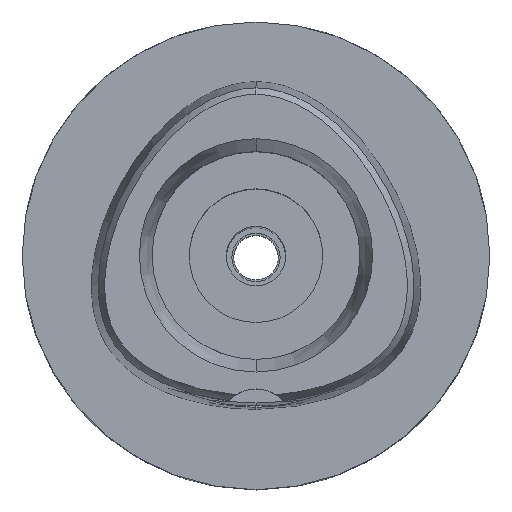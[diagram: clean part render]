
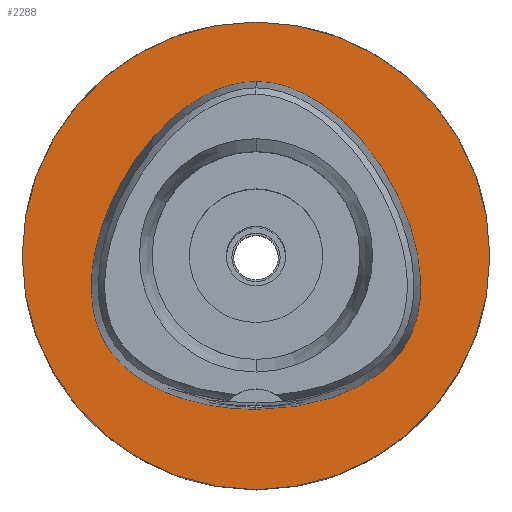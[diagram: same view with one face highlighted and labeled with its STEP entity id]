
A CAD part, top view. The second image highlights one B-rep face of the part: STEP entity #2288.
In plain terms, the highlighted planar face has unit normal (0, 0, 1).
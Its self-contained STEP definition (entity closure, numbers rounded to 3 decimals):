
#275=CARTESIAN_POINT('',(0.,0.,0.));
#276=DIRECTION('',(0.,0.,-1.));
#277=DIRECTION('',(0.,-1.,0.));
#278=AXIS2_PLACEMENT_3D('',#275,#276,#277);
#283=CARTESIAN_POINT('',(0.,0.,0.));
#284=DIRECTION('',(0.,0.,-1.));
#285=DIRECTION('',(0.,1.,0.));
#286=AXIS2_PLACEMENT_3D('',#283,#284,#285);
#291=CARTESIAN_POINT('',(0.,-20.675,0.));
#292=CARTESIAN_POINT('',(0.999,-20.675,0.));
#293=CARTESIAN_POINT('',(2.955,-20.592,
0.));
#294=CARTESIAN_POINT('',(5.793,-20.234,0.));
#295=CARTESIAN_POINT('',(8.44,-19.669,0.));
#296=CARTESIAN_POINT('',(10.826,-18.938,0.));
#297=CARTESIAN_POINT('',(12.921,-18.083,0.));
#298=CARTESIAN_POINT('',(14.732,-17.142,0.));
#299=CARTESIAN_POINT('',(16.281,-16.137,0.));
#300=CARTESIAN_POINT('',(17.585,-15.094,0.));
#301=CARTESIAN_POINT('',(18.683,-14.015,0.));
#302=CARTESIAN_POINT('',(19.597,-12.905,0.));
#303=CARTESIAN_POINT('',(20.361,-11.737,0.));
#304=CARTESIAN_POINT('',(20.983,-10.498,0.));
#305=CARTESIAN_POINT('',(21.485,-9.153,0.));
#306=CARTESIAN_POINT('',(21.867,-7.669,0.));
#307=CARTESIAN_POINT('',(22.117,-6.011,0.));
#308=CARTESIAN_POINT('',(22.211,-4.165,0.));
#309=CARTESIAN_POINT('',(22.119,-2.12,0.));
#310=CARTESIAN_POINT('',(21.807,0.127,0.));
#311=CARTESIAN_POINT('',(21.244,2.562,0.));
#312=CARTESIAN_POINT('',(20.404,5.143,0.));
#313=CARTESIAN_POINT('',(19.286,7.791,0.));
#314=CARTESIAN_POINT('',(17.908,10.415,0.));
#315=CARTESIAN_POINT('',(16.317,12.911,0.));
#316=CARTESIAN_POINT('',(14.58,15.191,0.));
#317=CARTESIAN_POINT('',(12.764,17.195,0.));
#318=CARTESIAN_POINT('',(10.94,18.884,0.));
#319=CARTESIAN_POINT('',(9.153,20.265,0.));
#320=CARTESIAN_POINT('',(7.435,21.354,0.));
#321=CARTESIAN_POINT('',(5.796,22.185,0.));
#322=CARTESIAN_POINT('',(4.238,22.79,0.));
#323=CARTESIAN_POINT('',(2.756,23.196,0.));
#324=CARTESIAN_POINT('',(1.346,23.426,
0.));
#325=CARTESIAN_POINT('',(0.442,23.475,
0.));
#326=CARTESIAN_POINT('',(0.,23.475,
0.));
#331=CARTESIAN_POINT('',(0.,23.475,
0.));
#332=CARTESIAN_POINT('',(-0.443,23.475,
0.));
#333=CARTESIAN_POINT('',(-1.348,23.426,
0.));
#334=CARTESIAN_POINT('',(-2.759,23.195,0.));
#335=CARTESIAN_POINT('',(-4.242,22.788,0.));
#336=CARTESIAN_POINT('',(-5.802,22.183,0.));
#337=CARTESIAN_POINT('',(-7.443,21.35,0.));
#338=CARTESIAN_POINT('',(-9.163,20.258,0.));
#339=CARTESIAN_POINT('',(-10.953,18.874,0.));
#340=CARTESIAN_POINT('',(-12.778,17.18,0.));
#341=CARTESIAN_POINT('',(-14.595,15.173,0.));
#342=CARTESIAN_POINT('',(-16.333,12.889,0.));
#343=CARTESIAN_POINT('',(-17.922,10.39,0.));
#344=CARTESIAN_POINT('',(-19.299,7.764,0.));
#345=CARTESIAN_POINT('',(-20.414,5.117,0.));
#346=CARTESIAN_POINT('',(-21.251,2.536,0.));
#347=CARTESIAN_POINT('',(-21.811,0.106,0.));
#348=CARTESIAN_POINT('',(-22.12,-2.14,0.));
#349=CARTESIAN_POINT('',(-22.211,-4.183,0.));
#350=CARTESIAN_POINT('',(-22.116,-6.025,0.));
#351=CARTESIAN_POINT('',(-21.863,-7.687,0.));
#352=CARTESIAN_POINT('',(-21.478,-9.174,0.));
#353=CARTESIAN_POINT('',(-20.975,-10.517,0.));
#354=CARTESIAN_POINT('',(-20.353,-11.749,0.));
#355=CARTESIAN_POINT('',(-19.602,-12.896,0.));
#356=CARTESIAN_POINT('',(-18.696,-14.,0.));
#357=CARTESIAN_POINT('',(-17.609,-15.073,0.));
#358=CARTESIAN_POINT('',(-16.299,-16.124,0.));
#359=CARTESIAN_POINT('',(-14.753,-17.129,0.));
#360=CARTESIAN_POINT('',(-12.941,-18.074,0.));
#361=CARTESIAN_POINT('',(-10.845,-18.931,0.));
#362=CARTESIAN_POINT('',(-8.457,-19.665,0.));
#363=CARTESIAN_POINT('',(-5.804,-20.233,0.));
#364=CARTESIAN_POINT('',(-2.958,-20.592,
0.));
#365=CARTESIAN_POINT('',(-1.,-20.675,0.));
#366=CARTESIAN_POINT('',(0.,-20.675,0.));
#1452=VERTEX_POINT('',#331);
#1453=VERTEX_POINT('',#366);
#1458=CARTESIAN_POINT('',(0.,-31.5,0.));
#1459=CARTESIAN_POINT('',(0.,31.5,0.));
#1460=VERTEX_POINT('',#1458);
#1461=VERTEX_POINT('',#1459);
#2272=CARTESIAN_POINT('',(0.,0.,0.));
#2273=DIRECTION('',(0.,0.,-1.));
#2274=DIRECTION('',(0.,-1.,0.));
#2275=AXIS2_PLACEMENT_3D('',#2272,#2273,#2274);
#2276=PLANE('',#2275);
#2278=ORIENTED_EDGE('',*,*,#2277,.T.);
#2280=ORIENTED_EDGE('',*,*,#2279,.T.);
#2281=EDGE_LOOP('',(#2278,#2280));
#2282=FACE_OUTER_BOUND('',#2281,.F.);
#2284=ORIENTED_EDGE('',*,*,#2283,.T.);
#2285=ORIENTED_EDGE('',*,*,#2255,.T.);
#2286=EDGE_LOOP('',(#2284,#2285));
#2287=FACE_BOUND('',#2286,.F.);
#279=CIRCLE('',#278,31.5);
#287=CIRCLE('',#286,31.5);
#327=B_SPLINE_CURVE_WITH_KNOTS('',3,(#291,#292,#293,#294,#295,#296,#297,#298,
#299,#300,#301,#302,#303,#304,#305,#306,#307,#308,#309,#310,#311,#312,#313,#314,
#315,#316,#317,#318,#319,#320,#321,#322,#323,#324,#325,#326),.UNSPECIFIED.,.F.,
.F.,(4,1,1,1,1,1,1,1,1,1,1,1,1,1,1,1,1,1,1,1,1,1,1,1,1,1,1,1,1,1,1,1,1,4),(0.,
0.03,0.061,0.091,0.121,
0.152,0.182,0.212,0.242,
0.273,0.303,0.333,0.364,
0.394,0.424,0.455,0.485,
0.515,0.545,0.576,0.606,
0.636,0.667,0.697,0.727,
0.758,0.788,0.818,0.848,
0.879,0.909,0.939,0.97,1.),
.UNSPECIFIED.);
#367=B_SPLINE_CURVE_WITH_KNOTS('',3,(#331,#332,#333,#334,#335,#336,#337,#338,
#339,#340,#341,#342,#343,#344,#345,#346,#347,#348,#349,#350,#351,#352,#353,#354,
#355,#356,#357,#358,#359,#360,#361,#362,#363,#364,#365,#366),.UNSPECIFIED.,.F.,
.F.,(4,1,1,1,1,1,1,1,1,1,1,1,1,1,1,1,1,1,1,1,1,1,1,1,1,1,1,1,1,1,1,1,1,4),(0.,
0.03,0.061,0.091,0.121,
0.152,0.182,0.212,0.242,
0.273,0.303,0.333,0.364,
0.394,0.424,0.455,0.485,
0.515,0.545,0.576,0.606,
0.636,0.667,0.697,0.727,
0.758,0.788,0.818,0.848,
0.879,0.909,0.939,0.97,1.),
.UNSPECIFIED.);
#2255=EDGE_CURVE('',#1452,#1453,#367,.T.);
#2277=EDGE_CURVE('',#1460,#1461,#279,.T.);
#2279=EDGE_CURVE('',#1461,#1460,#287,.T.);
#2283=EDGE_CURVE('',#1453,#1452,#327,.T.);
#2288=ADVANCED_FACE('',(#2282,#2287),#2276,.F.);
